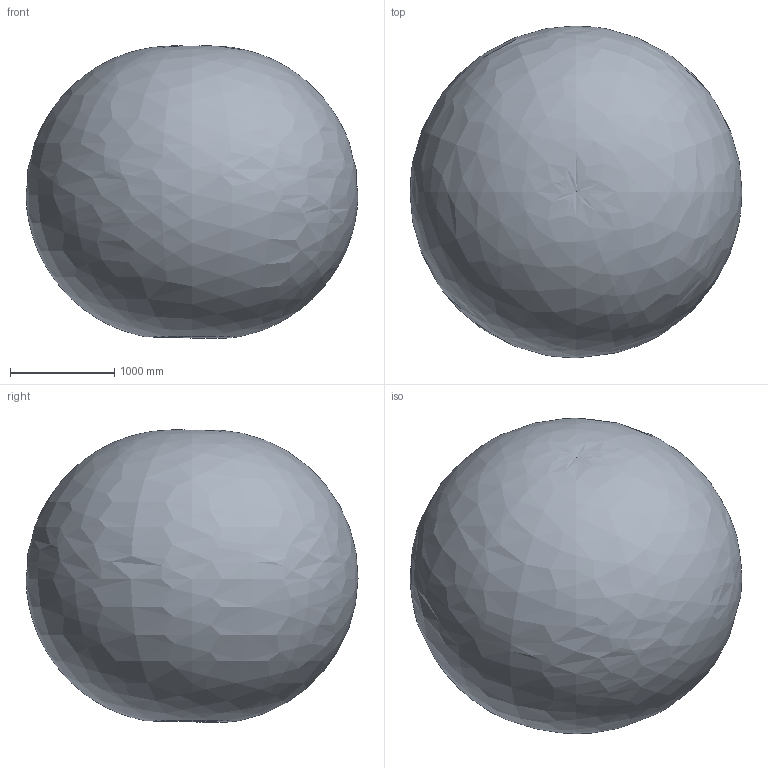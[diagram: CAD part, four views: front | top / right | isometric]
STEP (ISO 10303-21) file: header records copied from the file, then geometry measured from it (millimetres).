
FILE_DESCRIPTION(/* description */ ('Norm.iam Teamplte'),/* implementation_level */ '2;1');
FILE_NAME(/* name */ '3D-model_AT_00031.stp',/* time_stamp */ '2023-10-25T10:42:15+02:00',/* author */ ('tim.stocker'),/* organization */ (''),/* preprocessor_version */ 'ST-DEVELOPER v19.2',/* originating_system */ 'Autodesk Inventor 2023',/* authorisation */ '');
FILE_SCHEMA (('AUTOMOTIVE_DESIGN { 1 0 10303 214 3 1 1 }'));
Products named in the file (9): AT_00031_DUMMY articc.o6-1742-20kg; MT_WST00108730 Dummy Grundgestell; MT_WST00114153 DUMMY Karussell; MT_WST00108736 Dummy Schwinge; MT_WST00114749 Dummy Schulter; MT_WST00114637 Dummy Arm; MT_WST00114638 Dummy Hand; MT_WST00114640 Dummy Flansch; MT_WST00114633 Arbeitsbereich
Assembly tree (8 placements, depth 2):
  AT_00031_DUMMY articc.o6-1742-20kg
    MT_WST00108730 Dummy Grundgestell
    MT_WST00114153 DUMMY Karussell
    MT_WST00108736 Dummy Schwinge
    MT_WST00114749 Dummy Schulter
    MT_WST00114637 Dummy Arm
    MT_WST00114638 Dummy Hand
    MT_WST00114640 Dummy Flansch
    MT_WST00114633 Arbeitsbereich
Bounding box: 3189.96 x 3190.13 x 2807.29 mm (x, y, z)
Volume: 15450849405.2 mm3; surface area: 35298334.3 mm2
Topology: 9 solids, 10 shells, 3591 faces, 8554 edges, 5082 vertices
Faces by surface type: bspline 1084, plane 973, cylinder 847, torus 373, cone 254, sphere 60
Full cylindrical faces by diameter (mm): 3.8 x4, 4 x5, 4.134 x7, 4.5 x1, 4.917 x5, 5 x6, 5.7 x5, 5.8 x1, 6 x1, 6.5 x5, 6.647 x10, 7 x6, 7.53 x1, 7.6 x12, 7.9 x1, 8 x4, 8.5 x22, 8.8 x2, 9.5 x6, 10 x41, 10.106 x4, 11 x5, 11.6 x2, 13 x38, 13.5 x4, 14 x14, 15 x8, 16 x50, 18.237 x3, 20 x1
Entity records: 147324 total; most frequent: CARTESIAN_POINT 65791, ORIENTED_EDGE 16732, DIRECTION 15272, EDGE_CURVE 8366, AXIS2_PLACEMENT_3D 6535, VERTEX_POINT 5082, EDGE_LOOP 3929, CIRCLE 3728
